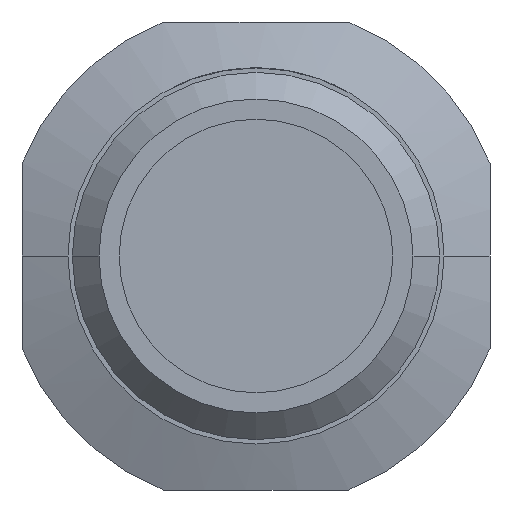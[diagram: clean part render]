
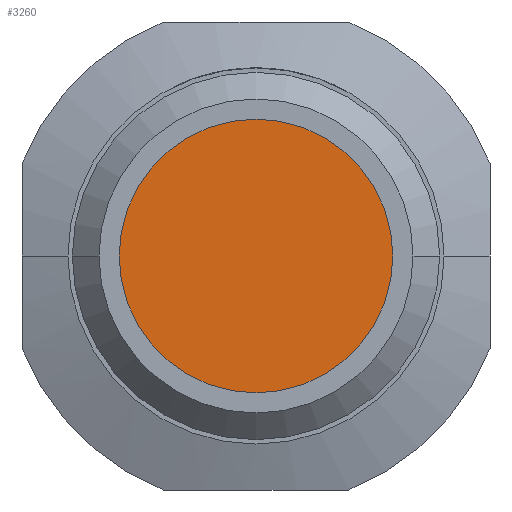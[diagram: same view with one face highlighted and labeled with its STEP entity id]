
A CAD part, left-side view. The second image highlights one B-rep face of the part: STEP entity #3260.
In plain terms, the highlighted planar face has unit normal (-1, 0, 0).
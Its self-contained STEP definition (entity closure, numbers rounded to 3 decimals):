
#414 = DIRECTION ( 'NONE',  ( 0., 0., 1. ) ) ;
#445 = FACE_OUTER_BOUND ( 'NONE', #3557, .T. ) ;
#818 = VERTEX_POINT ( 'NONE', #3619 ) ;
#1018 = CARTESIAN_POINT ( 'NONE',  ( 1.95, -2.31, 0. ) ) ;
#1587 = DIRECTION ( 'NONE',  ( 1., 0., 0. ) ) ;
#2173 = AXIS2_PLACEMENT_3D ( 'NONE', #5070, #1587, #4671 ) ;
#2357 = EDGE_CURVE ( 'NONE', #818, #3584, #4715, .T. ) ;
#2422 = DIRECTION ( 'NONE',  ( -1., 0., 0. ) ) ;
#3034 = ORIENTED_EDGE ( 'NONE', *, *, #2357, .T. ) ;
#3076 = EDGE_CURVE ( 'NONE', #818, #3584, #3984, .T. ) ;
#3260 = ADVANCED_FACE ( 'NONE', ( #445 ), #3953, .T. ) ;
#3557 = EDGE_LOOP ( 'NONE', ( #3034, #4849 ) ) ;
#3584 = VERTEX_POINT ( 'NONE', #1018 ) ;
#3619 = CARTESIAN_POINT ( 'NONE',  ( 1.95, 2.31, 0. ) ) ;
#3953 = PLANE ( 'NONE',  #4809 ) ;
#3984 = CIRCLE ( 'NONE', #2173, 2.31 ) ;
#4030 = CARTESIAN_POINT ( 'NONE',  ( 1.95, 0., 0. ) ) ;
#4438 = DIRECTION ( 'NONE',  ( -1., 0., 0. ) ) ;
#4478 = AXIS2_PLACEMENT_3D ( 'NONE', #4030, #4438, #4878 ) ;
#4671 = DIRECTION ( 'NONE',  ( 0., 1., 0. ) ) ;
#4715 = CIRCLE ( 'NONE', #4478, 2.31 ) ;
#4807 = CARTESIAN_POINT ( 'NONE',  ( 1.95, 0., 0. ) ) ;
#4809 = AXIS2_PLACEMENT_3D ( 'NONE', #4807, #2422, #414 ) ;
#4849 = ORIENTED_EDGE ( 'NONE', *, *, #3076, .F. ) ;
#4878 = DIRECTION ( 'NONE',  ( 0., 1., 0. ) ) ;
#5070 = CARTESIAN_POINT ( 'NONE',  ( 1.95, 0., 0. ) ) ;
